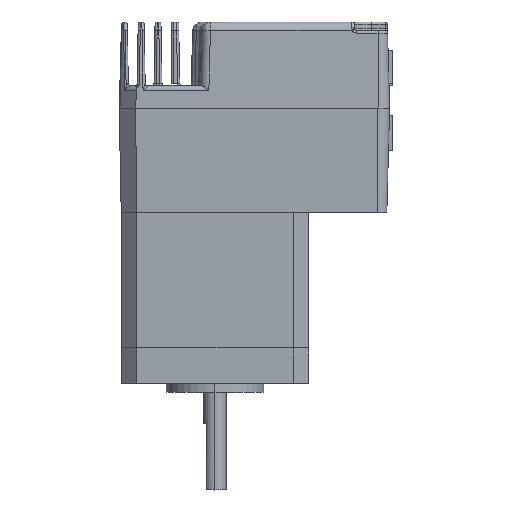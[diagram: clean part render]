
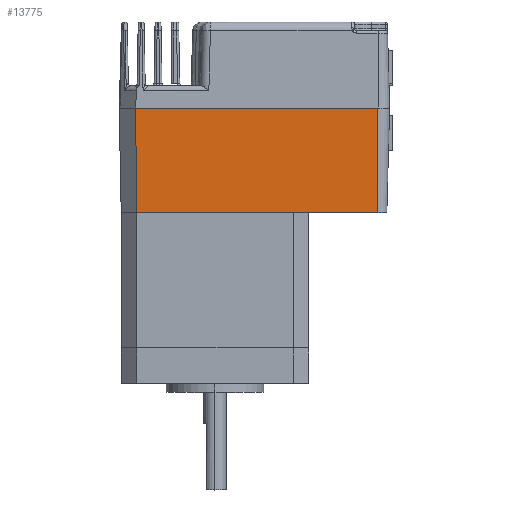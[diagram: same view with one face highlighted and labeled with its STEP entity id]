
A CAD part, top view. The second image highlights one B-rep face of the part: STEP entity #13775.
In plain terms, the highlighted planar face has unit normal (0, -0.026, 1).
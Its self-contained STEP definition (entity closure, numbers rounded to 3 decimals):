
#381 = CARTESIAN_POINT ( 'NONE',  ( 30.648, 64.407, 21.765 ) ) ;
#384 = CARTESIAN_POINT ( 'NONE',  ( 30.648, 40.907, 21.15 ) ) ;
#2058 = AXIS2_PLACEMENT_3D ( 'NONE', #21924, #21923, #21922 ) ;
#5607 = VERTEX_POINT ( 'NONE', #25526 ) ;
#5611 = VERTEX_POINT ( 'NONE', #25517 ) ;
#6185 = VERTEX_POINT ( 'NONE', #384 ) ;
#6188 = VERTEX_POINT ( 'NONE', #381 ) ;
#6711 = LINE ( 'NONE', #14773, #21282 ) ;
#6712 = LINE ( 'NONE', #14775, #21285 ) ;
#6713 = LINE ( 'NONE', #14778, #21286 ) ;
#6716 = LINE ( 'NONE', #14786, #21293 ) ;
#9258 = EDGE_CURVE ( 'NONE', #5607, #5611, #6716, .T. ) ;
#9261 = EDGE_CURVE ( 'NONE', #6188, #6185, #6713, .T. ) ;
#9262 = EDGE_CURVE ( 'NONE', #5611, #6185, #6712, .T. ) ;
#9263 = EDGE_CURVE ( 'NONE', #5607, #6188, #6711, .T. ) ;
#10734 = ORIENTED_EDGE ( 'NONE', *, *, #9262, .T. ) ;
#10735 = ORIENTED_EDGE ( 'NONE', *, *, #9263, .F. ) ;
#10736 = ORIENTED_EDGE ( 'NONE', *, *, #9261, .F. ) ;
#10737 = ORIENTED_EDGE ( 'NONE', *, *, #9258, .T. ) ;
#13775 = ADVANCED_FACE ( 'NONE', ( #20416 ), #21925, .T. ) ;
#14772 = DIRECTION ( 'NONE',  ( 1., 0., 0. ) ) ;
#14773 = CARTESIAN_POINT ( 'NONE',  ( -33.996, 64.407, 21.765 ) ) ;
#14774 = DIRECTION ( 'NONE',  ( 1., 0., 0. ) ) ;
#14775 = CARTESIAN_POINT ( 'NONE',  ( 30.648, 40.907, 21.15 ) ) ;
#14777 = DIRECTION ( 'NONE',  ( 0., -1., -0.026 ) ) ;
#14778 = CARTESIAN_POINT ( 'NONE',  ( 30.648, 499040.907, 13087.925 ) ) ;
#14784 = DIRECTION ( 'NONE',  ( 0.011, -1., -0.026 ) ) ;
#14786 = CARTESIAN_POINT ( 'NONE',  ( -24.007, 64.407, 21.765 ) ) ;
#15009 = EDGE_LOOP ( 'NONE', ( #10734, #10736, #10735, #10737 ) ) ;
#20416 = FACE_OUTER_BOUND ( 'NONE', #15009, .T. ) ;
#21282 = VECTOR ( 'NONE', #14772, 1000. ) ;
#21285 = VECTOR ( 'NONE', #14774, 1000. ) ;
#21286 = VECTOR ( 'NONE', #14777, 1000. ) ;
#21293 = VECTOR ( 'NONE', #14784, 1000. ) ;
#21922 = DIRECTION ( 'NONE',  ( 0., -1., -0.026 ) ) ;
#21923 = DIRECTION ( 'NONE',  ( 0., -0.026, 1. ) ) ;
#21924 = CARTESIAN_POINT ( 'NONE',  ( -23.752, 40.907, 21.15 ) ) ;
#21925 = PLANE ( 'NONE',  #2058 ) ;
#25517 = CARTESIAN_POINT ( 'NONE',  ( -23.752, 40.907, 21.15 ) ) ;
#25526 = CARTESIAN_POINT ( 'NONE',  ( -24.007, 64.407, 21.765 ) ) ;
